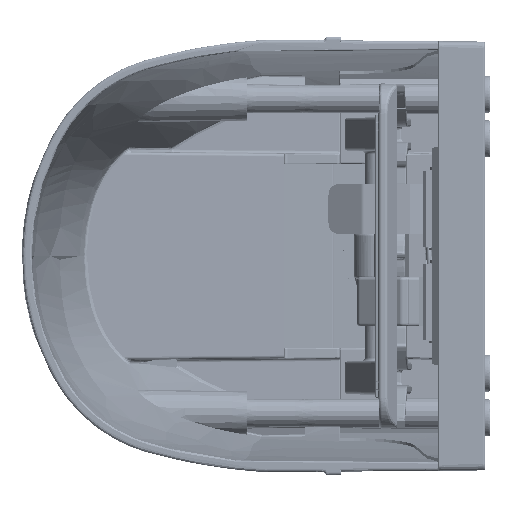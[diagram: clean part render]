
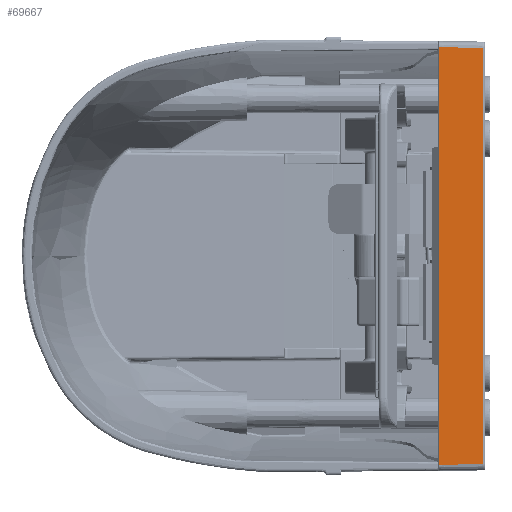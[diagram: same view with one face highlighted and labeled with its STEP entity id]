
A CAD part, left-side view. The second image highlights one B-rep face of the part: STEP entity #69667.
In plain terms, the highlighted planar face has unit normal (-1, 0, 0).
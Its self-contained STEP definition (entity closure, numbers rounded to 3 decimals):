
#1048 = EDGE_LOOP ( 'NONE', ( #40732, #39105, #114057, #60021 ) ) ;
#38665 = CARTESIAN_POINT ( 'NONE',  ( 79.183, 141.546, 269.005 ) ) ;
#39105 = ORIENTED_EDGE ( 'NONE', *, *, #162870, .F. ) ;
#40732 = ORIENTED_EDGE ( 'NONE', *, *, #169633, .F. ) ;
#47943 = CARTESIAN_POINT ( 'NONE',  ( 79.183, 190.046, 271.222 ) ) ;
#50813 = LINE ( 'NONE', #89147, #284454 ) ;
#60021 = ORIENTED_EDGE ( 'NONE', *, *, #63596, .T. ) ;
#63596 = EDGE_CURVE ( 'NONE', #173812, #320821, #248127, .T. ) ;
#65235 = CARTESIAN_POINT ( 'NONE',  ( 79.183, 155.882, 269.13 ) ) ;
#69667 = ADVANCED_FACE ( 'NONE', ( #158592 ), #123234, .F. ) ;
#74465 = DIRECTION ( 'NONE',  ( 0., 0., -1. ) ) ;
#76166 = VERTEX_POINT ( 'NONE', #38665 ) ;
#89147 = CARTESIAN_POINT ( 'NONE',  ( 79.183, 148.834, 133.78 ) ) ;
#94666 = CARTESIAN_POINT ( 'NONE',  ( 79.183, 155.882, 133.719 ) ) ;
#96182 = VECTOR ( 'NONE', #99910, 1000. ) ;
#99910 = DIRECTION ( 'NONE',  ( 0., -1., -0.009 ) ) ;
#111346 = DIRECTION ( 'NONE',  ( 0., 1., -0.009 ) ) ;
#114057 = ORIENTED_EDGE ( 'NONE', *, *, #160597, .F. ) ;
#123234 = PLANE ( 'NONE',  #322335 ) ;
#125181 = VERTEX_POINT ( 'NONE', #210701 ) ;
#130236 = CARTESIAN_POINT ( 'NONE',  ( 79.183, 141.546, 271.222 ) ) ;
#138938 = CARTESIAN_POINT ( 'NONE',  ( 79.183, 155.882, 131.337 ) ) ;
#139657 = LINE ( 'NONE', #222932, #96182 ) ;
#143476 = DIRECTION ( 'NONE',  ( 0., 0., -1. ) ) ;
#156865 = VECTOR ( 'NONE', #212072, 1000. ) ;
#158592 = FACE_OUTER_BOUND ( 'NONE', #1048, .T. ) ;
#160597 = EDGE_CURVE ( 'NONE', #173812, #76166, #139657, .T. ) ;
#162870 = EDGE_CURVE ( 'NONE', #76166, #125181, #302395, .T. ) ;
#167886 = VECTOR ( 'NONE', #143476, 1000. ) ;
#169633 = EDGE_CURVE ( 'NONE', #125181, #320821, #50813, .T. ) ;
#173812 = VERTEX_POINT ( 'NONE', #65235 ) ;
#210701 = CARTESIAN_POINT ( 'NONE',  ( 79.183, 141.546, 133.844 ) ) ;
#212072 = DIRECTION ( 'NONE',  ( 0., 0., -1. ) ) ;
#222932 = CARTESIAN_POINT ( 'NONE',  ( 79.183, 155.882, 269.13 ) ) ;
#225090 = DIRECTION ( 'NONE',  ( 1., 0., 0. ) ) ;
#248127 = LINE ( 'NONE', #138938, #156865 ) ;
#284454 = VECTOR ( 'NONE', #111346, 1000. ) ;
#302395 = LINE ( 'NONE', #130236, #167886 ) ;
#320821 = VERTEX_POINT ( 'NONE', #94666 ) ;
#322335 = AXIS2_PLACEMENT_3D ( 'NONE', #47943, #225090, #74465 ) ;
